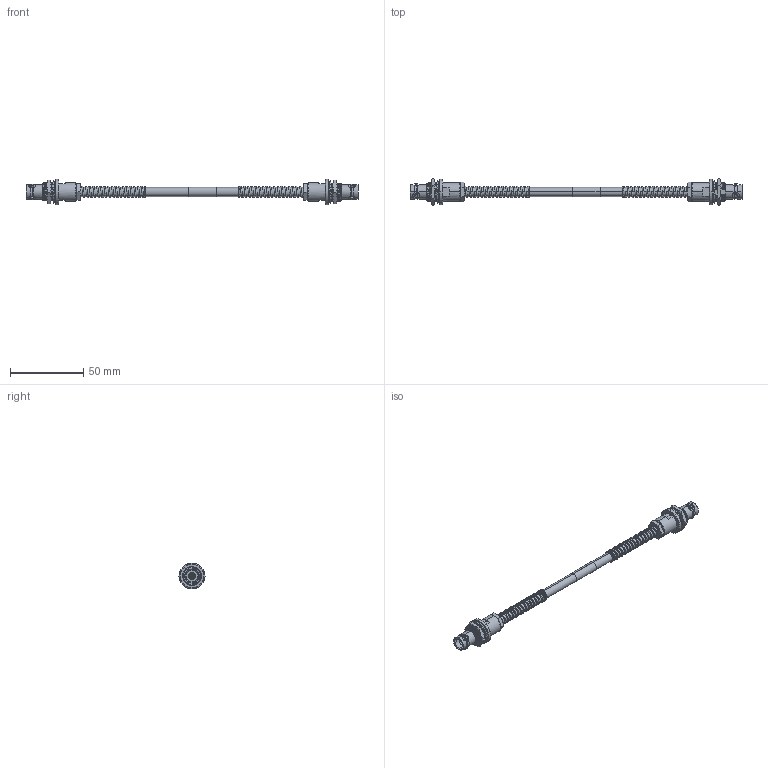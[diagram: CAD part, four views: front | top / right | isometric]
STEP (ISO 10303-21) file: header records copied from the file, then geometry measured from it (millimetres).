
FILE_DESCRIPTION (( 'STEP AP214' ), '1' );
FILE_NAME ('FM3MSA00670_3D.step', '2023-08-31T17:19:23', ( '' ), ( '' ), 'SwSTEP 2.0', 'SolidWorks 2022', '' );
FILE_SCHEMA (( 'AUTOMOTIVE_DESIGN' ));
Length unit declared in the file: inch
Products named in the file (10): 10-06577-XXX-MA1; 10-06577-XXX-MA7_With Large Strain Relief; 10-06577-XXX-MA3; 10-06577-XXX_WITH LARGE S.R.; FM3MSA00670_3D; 10-06577-XXX-MA4; 10-06577-XXX-MA5; TWC-124-2_6"; 1AW01-003_.25" x .75" long; 10-06577-XXX-MA6
Assembly tree (10 placements, depth 3):
  FM3MSA00670_3D
    TWC-124-2_6"
    10-06577-XXX_WITH LARGE S.R.  x2
      10-06577-XXX-MA1
      10-06577-XXX-MA5
      10-06577-XXX-MA3
      10-06577-XXX-MA4
      10-06577-XXX-MA6
      10-06577-XXX-MA7_With Large Strain Relief
    1AW01-003_.25" x .75" long
Bounding box: 227.08 x 18.48 x 17.5 mm (x, y, z)
Volume: 11788 mm3; surface area: 14938.7 mm2
Topology: 14 solids, 14 shells, 674 faces, 1736 edges, 1116 vertices
Faces by surface type: cylinder 248, plane 196, cone 114, bspline 84, torus 32
Entity records: 33338 total; most frequent: CARTESIAN_POINT 24737, ORIENTED_EDGE 1750, DIRECTION 1524, EDGE_CURVE 875, AXIS2_PLACEMENT_3D 599, VERTEX_POINT 564, EDGE_LOOP 369, ADVANCED_FACE 342
